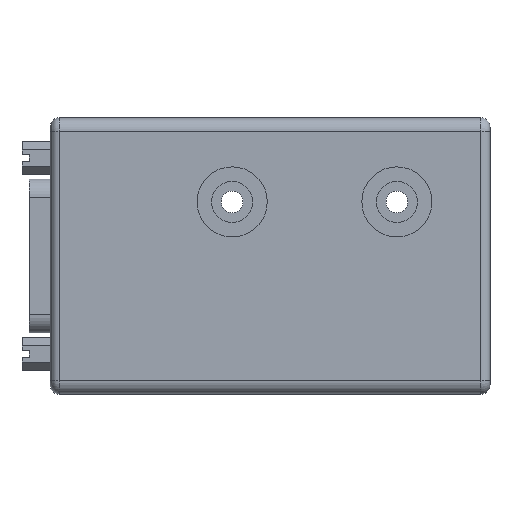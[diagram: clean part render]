
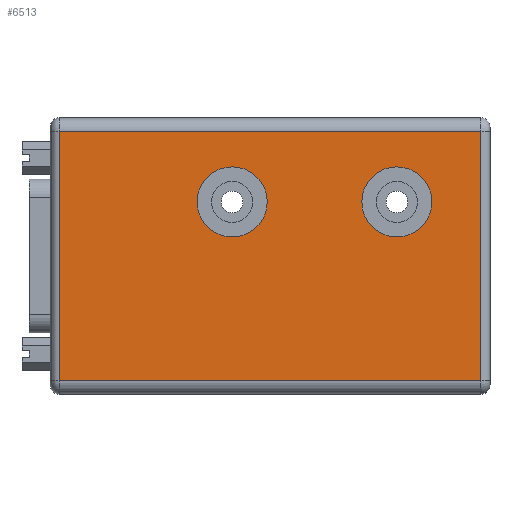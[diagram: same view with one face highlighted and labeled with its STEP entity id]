
A CAD part, front view. The second image highlights one B-rep face of the part: STEP entity #6513.
In plain terms, the highlighted planar face has unit normal (0, -1, 0).
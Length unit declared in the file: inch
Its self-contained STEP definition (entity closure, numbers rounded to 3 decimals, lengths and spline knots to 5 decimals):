
#32 = LINE ( 'NONE', #1728, #4047 ) ;
#36 = VERTEX_POINT ( 'NONE', #4613 ) ;
#38 = CARTESIAN_POINT ( 'NONE',  ( 0.0625, 0., -0.09 ) ) ;
#116 = CARTESIAN_POINT ( 'NONE',  ( 0.0625, 0., -0.09 ) ) ;
#125 = VERTEX_POINT ( 'NONE', #2869 ) ;
#201 = CARTESIAN_POINT ( 'NONE',  ( 2.319, 0., -0.3285 ) ) ;
#258 = FACE_OUTER_BOUND ( 'NONE', #6609, .T. ) ;
#260 = EDGE_CURVE ( 'NONE', #1000, #2004, #4211, .T. ) ;
#446 = EDGE_CURVE ( 'NONE', #791, #36, #998, .T. ) ;
#452 = AXIS2_PLACEMENT_3D ( 'NONE', #4543, #1412, #5059 ) ;
#645 = EDGE_CURVE ( 'NONE', #791, #4058, #32, .T. ) ;
#791 = VERTEX_POINT ( 'NONE', #1601 ) ;
#974 = ORIENTED_EDGE ( 'NONE', *, *, #6664, .T. ) ;
#998 = LINE ( 'NONE', #3877, #6411 ) ;
#1000 = VERTEX_POINT ( 'NONE', #201 ) ;
#1241 = CIRCLE ( 'NONE', #5653, 0.2345 ) ;
#1264 = DIRECTION ( 'NONE',  ( -1., 0., 0. ) ) ;
#1412 = DIRECTION ( 'NONE',  ( 0., -1., 0. ) ) ;
#1464 = FACE_BOUND ( 'NONE', #2121, .T. ) ;
#1531 = VECTOR ( 'NONE', #3657, 39.37008 ) ;
#1601 = CARTESIAN_POINT ( 'NONE',  ( 2.8795, 0., -1.76 ) ) ;
#1656 = CARTESIAN_POINT ( 'NONE',  ( 2.319, 0., -0.7975 ) ) ;
#1728 = CARTESIAN_POINT ( 'NONE',  ( 2.942, 0., -1.76 ) ) ;
#1914 = ORIENTED_EDGE ( 'NONE', *, *, #446, .T. ) ;
#2004 = VERTEX_POINT ( 'NONE', #1656 ) ;
#2018 = DIRECTION ( 'NONE',  ( 0., 1., 0. ) ) ;
#2121 = EDGE_LOOP ( 'NONE', ( #5325, #5764 ) ) ;
#2222 = VERTEX_POINT ( 'NONE', #116 ) ;
#2283 = CARTESIAN_POINT ( 'NONE',  ( 2.942, 0., -0.09 ) ) ;
#2306 = AXIS2_PLACEMENT_3D ( 'NONE', #4628, #2018, #5684 ) ;
#2347 = CARTESIAN_POINT ( 'NONE',  ( 1.217, 0., -0.563 ) ) ;
#2568 = AXIS2_PLACEMENT_3D ( 'NONE', #5831, #2691, #6361 ) ;
#2621 = CARTESIAN_POINT ( 'NONE',  ( 2.319, 0., -0.563 ) ) ;
#2691 = DIRECTION ( 'NONE',  ( 0., -1., 0. ) ) ;
#2869 = CARTESIAN_POINT ( 'NONE',  ( 1.217, 0., -0.7975 ) ) ;
#2891 = DIRECTION ( 'NONE',  ( 0., 0., 1. ) ) ;
#2985 = AXIS2_PLACEMENT_3D ( 'NONE', #2621, #6288, #3156 ) ;
#3054 = PLANE ( 'NONE',  #2306 ) ;
#3129 = EDGE_LOOP ( 'NONE', ( #6419, #6279 ) ) ;
#3156 = DIRECTION ( 'NONE',  ( 0., 0., 1. ) ) ;
#3203 = CIRCLE ( 'NONE', #2985, 0.2345 ) ;
#3396 = EDGE_CURVE ( 'NONE', #125, #3488, #4213, .T. ) ;
#3488 = VERTEX_POINT ( 'NONE', #3557 ) ;
#3557 = CARTESIAN_POINT ( 'NONE',  ( 1.217, 0., -0.3285 ) ) ;
#3657 = DIRECTION ( 'NONE',  ( 0., 0., -1. ) ) ;
#3824 = EDGE_CURVE ( 'NONE', #2004, #1000, #3203, .T. ) ;
#3877 = CARTESIAN_POINT ( 'NONE',  ( 2.8795, 0., -0.09 ) ) ;
#4047 = VECTOR ( 'NONE', #5402, 39.37008 ) ;
#4058 = VERTEX_POINT ( 'NONE', #6480 ) ;
#4065 = EDGE_CURVE ( 'NONE', #36, #2222, #5593, .T. ) ;
#4147 = LINE ( 'NONE', #38, #1531 ) ;
#4168 = VECTOR ( 'NONE', #1264, 39.37008 ) ;
#4173 = EDGE_CURVE ( 'NONE', #3488, #125, #1241, .T. ) ;
#4211 = CIRCLE ( 'NONE', #2568, 0.2345 ) ;
#4213 = CIRCLE ( 'NONE', #452, 0.2345 ) ;
#4225 = FACE_BOUND ( 'NONE', #3129, .T. ) ;
#4543 = CARTESIAN_POINT ( 'NONE',  ( 1.217, 0., -0.563 ) ) ;
#4613 = CARTESIAN_POINT ( 'NONE',  ( 2.8795, 0., -0.09 ) ) ;
#4628 = CARTESIAN_POINT ( 'NONE',  ( 2.942, 0., -0.09 ) ) ;
#5059 = DIRECTION ( 'NONE',  ( 0., 0., 1. ) ) ;
#5325 = ORIENTED_EDGE ( 'NONE', *, *, #260, .F. ) ;
#5402 = DIRECTION ( 'NONE',  ( -1., 0., 0. ) ) ;
#5593 = LINE ( 'NONE', #2283, #4168 ) ;
#5653 = AXIS2_PLACEMENT_3D ( 'NONE', #2347, #6030, #2891 ) ;
#5684 = DIRECTION ( 'NONE',  ( 0., 0., 1. ) ) ;
#5764 = ORIENTED_EDGE ( 'NONE', *, *, #3824, .F. ) ;
#5831 = CARTESIAN_POINT ( 'NONE',  ( 2.319, 0., -0.563 ) ) ;
#5982 = DIRECTION ( 'NONE',  ( 0., 0., 1. ) ) ;
#6030 = DIRECTION ( 'NONE',  ( 0., -1., 0. ) ) ;
#6279 = ORIENTED_EDGE ( 'NONE', *, *, #3396, .F. ) ;
#6288 = DIRECTION ( 'NONE',  ( 0., -1., 0. ) ) ;
#6331 = ORIENTED_EDGE ( 'NONE', *, *, #4065, .T. ) ;
#6361 = DIRECTION ( 'NONE',  ( 0., 0., 1. ) ) ;
#6411 = VECTOR ( 'NONE', #5982, 39.37008 ) ;
#6419 = ORIENTED_EDGE ( 'NONE', *, *, #4173, .F. ) ;
#6439 = ORIENTED_EDGE ( 'NONE', *, *, #645, .F. ) ;
#6480 = CARTESIAN_POINT ( 'NONE',  ( 0.0625, 0., -1.76 ) ) ;
#6513 = ADVANCED_FACE ( 'NONE', ( #258, #4225, #1464 ), #3054, .F. ) ;
#6609 = EDGE_LOOP ( 'NONE', ( #6439, #1914, #6331, #974 ) ) ;
#6664 = EDGE_CURVE ( 'NONE', #2222, #4058, #4147, .T. ) ;
